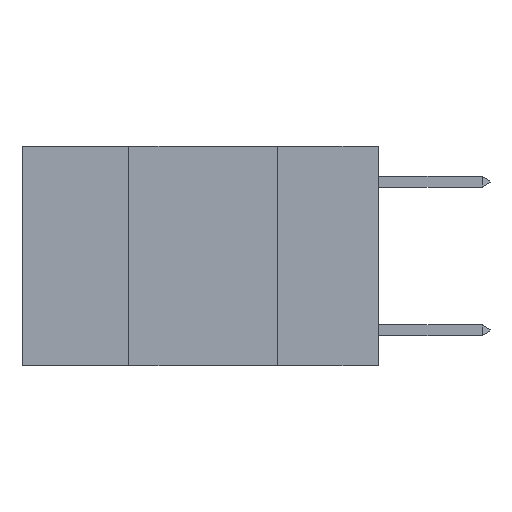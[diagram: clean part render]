
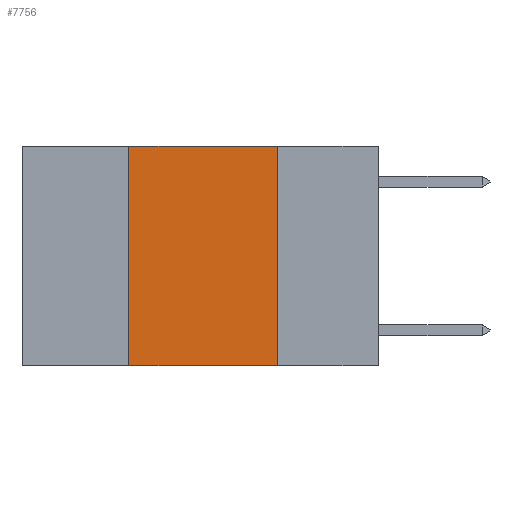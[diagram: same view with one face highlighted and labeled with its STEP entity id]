
A CAD part, left-side view. The second image highlights one B-rep face of the part: STEP entity #7756.
In plain terms, the highlighted planar face has unit normal (-1, 0, 0).
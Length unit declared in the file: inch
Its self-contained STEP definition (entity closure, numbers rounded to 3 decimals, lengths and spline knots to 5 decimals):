
#55 = DIRECTION ( 'NONE',  ( 0., 0., -1. ) ) ;
#93 = DIRECTION ( 'NONE',  ( 0., -1., 0. ) ) ;
#105 = ORIENTED_EDGE ( 'NONE', *, *, #2585, .F. ) ;
#1004 = VERTEX_POINT ( 'NONE', #6707 ) ;
#1288 = EDGE_CURVE ( 'NONE', #11111, #1004, #3692, .T. ) ;
#1547 = EDGE_CURVE ( 'NONE', #2774, #5392, #1924, .T. ) ;
#1924 = LINE ( 'NONE', #9506, #14485 ) ;
#2585 = EDGE_CURVE ( 'NONE', #5392, #11111, #7052, .T. ) ;
#2774 = VERTEX_POINT ( 'NONE', #3012 ) ;
#3012 = CARTESIAN_POINT ( 'NONE',  ( 0., 0.42, -0.37 ) ) ;
#3420 = DIRECTION ( 'NONE',  ( 0., 0., 1. ) ) ;
#3613 = CARTESIAN_POINT ( 'NONE',  ( 0., 0.6, 0. ) ) ;
#3692 = LINE ( 'NONE', #3931, #5036 ) ;
#3931 = CARTESIAN_POINT ( 'NONE',  ( 0., 0.17, 0. ) ) ;
#5036 = VECTOR ( 'NONE', #55, 39.37008 ) ;
#5392 = VERTEX_POINT ( 'NONE', #14174 ) ;
#6550 = FACE_OUTER_BOUND ( 'NONE', #6564, .T. ) ;
#6564 = EDGE_LOOP ( 'NONE', ( #7824, #105, #12808, #15225 ) ) ;
#6707 = CARTESIAN_POINT ( 'NONE',  ( 0., 0.17, -0.37 ) ) ;
#6879 = DIRECTION ( 'NONE',  ( 1., 0., 0. ) ) ;
#7052 = LINE ( 'NONE', #3613, #14522 ) ;
#7756 = ADVANCED_FACE ( 'NONE', ( #6550 ), #10181, .F. ) ;
#7824 = ORIENTED_EDGE ( 'NONE', *, *, #1288, .F. ) ;
#8219 = VECTOR ( 'NONE', #93, 39.37008 ) ;
#8460 = AXIS2_PLACEMENT_3D ( 'NONE', #8861, #6879, #15701 ) ;
#8717 = CARTESIAN_POINT ( 'NONE',  ( 0., 0.17, 0. ) ) ;
#8861 = CARTESIAN_POINT ( 'NONE',  ( 0., 0.6, 0. ) ) ;
#9506 = CARTESIAN_POINT ( 'NONE',  ( 0., 0.42, 0. ) ) ;
#10181 = PLANE ( 'NONE',  #8460 ) ;
#10205 = LINE ( 'NONE', #12486, #8219 ) ;
#11111 = VERTEX_POINT ( 'NONE', #8717 ) ;
#12486 = CARTESIAN_POINT ( 'NONE',  ( 0., 0.6, -0.37 ) ) ;
#12808 = ORIENTED_EDGE ( 'NONE', *, *, #1547, .F. ) ;
#13261 = DIRECTION ( 'NONE',  ( 0., -1., 0. ) ) ;
#14174 = CARTESIAN_POINT ( 'NONE',  ( 0., 0.42, 0. ) ) ;
#14485 = VECTOR ( 'NONE', #3420, 39.37008 ) ;
#14522 = VECTOR ( 'NONE', #13261, 39.37008 ) ;
#15225 = ORIENTED_EDGE ( 'NONE', *, *, #15939, .T. ) ;
#15701 = DIRECTION ( 'NONE',  ( 0., 0., -1. ) ) ;
#15939 = EDGE_CURVE ( 'NONE', #2774, #1004, #10205, .T. ) ;
